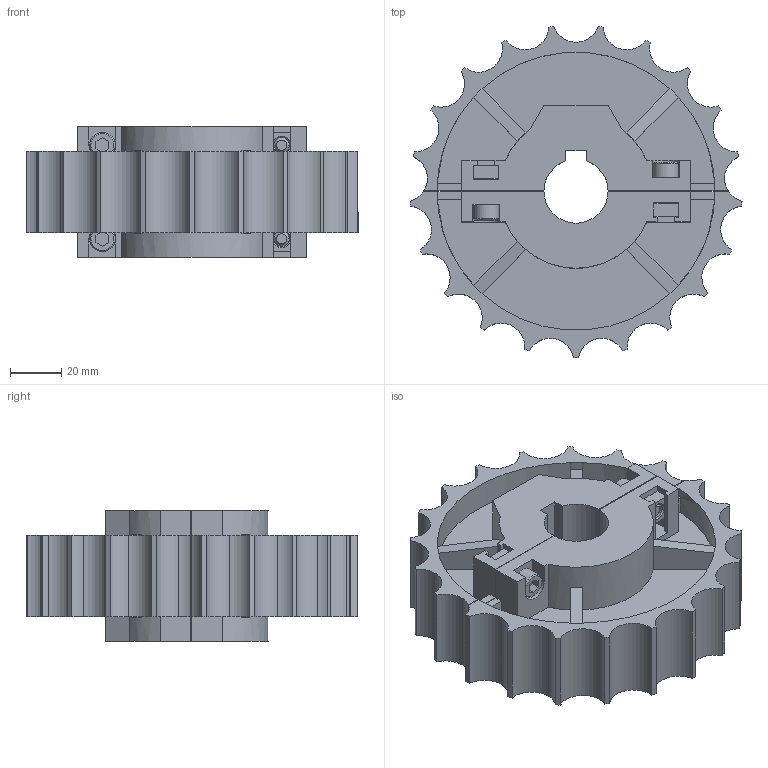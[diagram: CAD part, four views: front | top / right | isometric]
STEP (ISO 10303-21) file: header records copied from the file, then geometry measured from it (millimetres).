
FILE_DESCRIPTION (( 'STEP AP214' ), '1' );
FILE_NAME ('Rexnord-NS,NSX 881 SPLIT SPROCKETS AND IDLERS, INJECTION MOULDED-NS881 21-25.step', '2019-02-11T04:18:03', ( '' ), ( '' ), 'SwSTEP 2.0', 'SolidWorks 2019', '' );
FILE_SCHEMA (( 'AUTOMOTIVE_DESIGN' ));
Length unit declared in the file: millimetre
Products named in the file (4): Rexnord-NS,NSX 881 SPLIT SPROCKETS AND IDLERS, INJECTION MOULDED-NS881 21-25_NS,NSX 881 SPLIT SPROCKETS AND IDLERS, INJECTION MOULDED1_NS881 21-25; Rexnord-NS,NSX 881 SPLIT SPROCKETS AND IDLERS, INJECTION MOULDED-NS881 21-25_sq nut M6; Rexnord-NS,NSX 881 SPLIT SPROCKETS AND IDLERS, INJECTION MOULDED-NS881 21-25; Rexnord-NS,NSX 881 SPLIT SPROCKETS AND IDLERS, INJECTION MOULDED-NS881 21-25_m6X20
Assembly tree (9 placements, depth 2):
  Rexnord-NS,NSX 881 SPLIT SPROCKETS AND IDLERS, INJECTION MOULDED-NS881 21-25
    Rexnord-NS,NSX 881 SPLIT SPROCKETS AND IDLERS, INJECTION MOULDED-NS881 21-25_NS,NSX 881 SPLIT SPROCKETS AND IDLERS, INJECTION MOULDED1_NS881 21-25
    Rexnord-NS,NSX 881 SPLIT SPROCKETS AND IDLERS, INJECTION MOULDED-NS881 21-25_sq nut M6  x4
    Rexnord-NS,NSX 881 SPLIT SPROCKETS AND IDLERS, INJECTION MOULDED-NS881 21-25_m6X20  x4
Bounding box: 129.27 x 128.92 x 51 mm (x, y, z)
Volume: 291075.1 mm3; surface area: 78515.4 mm2
Topology: 10 solids, 10 shells, 362 faces, 938 edges, 604 vertices
Faces by surface type: plane 213, cylinder 117, cone 32
Entity records: 8867 total; most frequent: DIRECTION 1544, CARTESIAN_POINT 1514, ORIENTED_EDGE 1492, EDGE_CURVE 746, VECTOR 516, LINE 516, AXIS2_PLACEMENT_3D 514, VERTEX_POINT 484
